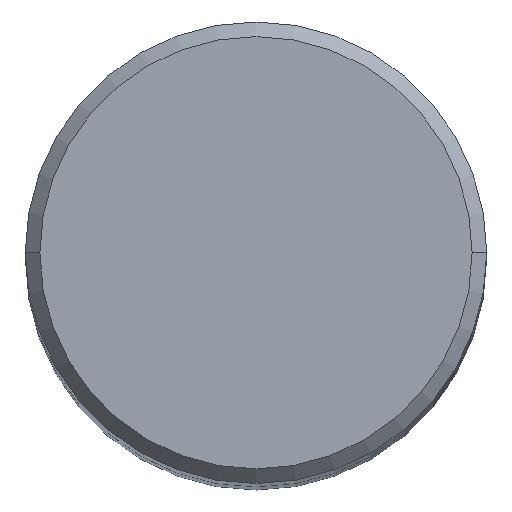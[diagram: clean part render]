
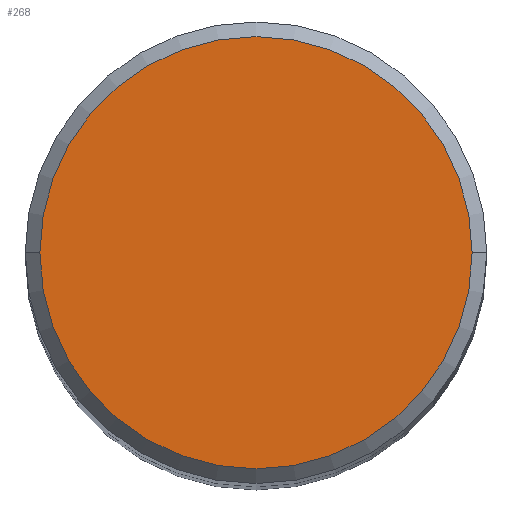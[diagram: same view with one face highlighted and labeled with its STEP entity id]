
A CAD part, top view. The second image highlights one B-rep face of the part: STEP entity #268.
In plain terms, the highlighted planar face has unit normal (0, 0, 1).
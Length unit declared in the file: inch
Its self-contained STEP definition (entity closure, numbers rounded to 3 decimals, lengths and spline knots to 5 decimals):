
#11 = DIRECTION ( 'NONE',  ( 1., 0., 0. ) ) ;
#17 = VERTEX_POINT ( 'NONE', #223 ) ;
#21 = CARTESIAN_POINT ( 'NONE',  ( 0.22122, 0., 3.93701 ) ) ;
#31 = ORIENTED_EDGE ( 'NONE', *, *, #275, .T. ) ;
#74 = CARTESIAN_POINT ( 'NONE',  ( 0., 0., 3.93701 ) ) ;
#77 = CARTESIAN_POINT ( 'NONE',  ( 0., 0., 3.93701 ) ) ;
#101 = FACE_OUTER_BOUND ( 'NONE', #192, .T. ) ;
#138 = AXIS2_PLACEMENT_3D ( 'NONE', #77, #261, #237 ) ;
#156 = ORIENTED_EDGE ( 'NONE', *, *, #297, .T. ) ;
#169 = DIRECTION ( 'NONE',  ( 0., 0., 1. ) ) ;
#189 = DIRECTION ( 'NONE',  ( 0., 0., 1. ) ) ;
#191 = AXIS2_PLACEMENT_3D ( 'NONE', #260, #189, #234 ) ;
#192 = EDGE_LOOP ( 'NONE', ( #156, #31 ) ) ;
#212 = CIRCLE ( 'NONE', #278, 0.22122 ) ;
#213 = PLANE ( 'NONE',  #138 ) ;
#223 = CARTESIAN_POINT ( 'NONE',  ( -0.22122, 0., 3.93701 ) ) ;
#234 = DIRECTION ( 'NONE',  ( 1., 0., 0. ) ) ;
#237 = DIRECTION ( 'NONE',  ( 1., 0., 0. ) ) ;
#251 = VERTEX_POINT ( 'NONE', #21 ) ;
#260 = CARTESIAN_POINT ( 'NONE',  ( 0., 0., 3.93701 ) ) ;
#261 = DIRECTION ( 'NONE',  ( 0., 0., 1. ) ) ;
#263 = CIRCLE ( 'NONE', #191, 0.22122 ) ;
#268 = ADVANCED_FACE ( 'NONE', ( #101 ), #213, .T. ) ;
#275 = EDGE_CURVE ( 'NONE', #251, #17, #212, .T. ) ;
#278 = AXIS2_PLACEMENT_3D ( 'NONE', #74, #169, #11 ) ;
#297 = EDGE_CURVE ( 'NONE', #17, #251, #263, .T. ) ;
